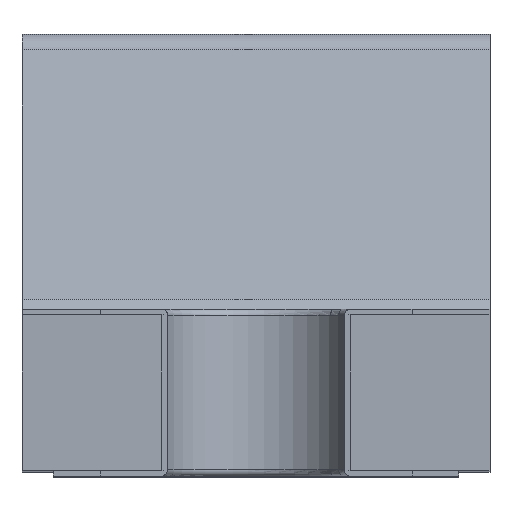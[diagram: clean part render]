
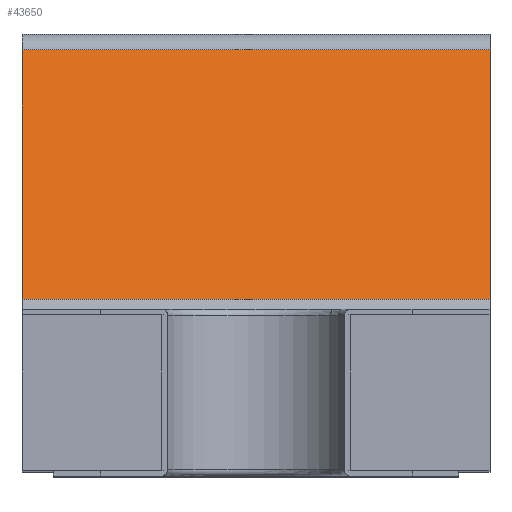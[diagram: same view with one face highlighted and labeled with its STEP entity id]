
A CAD part, top view. The second image highlights one B-rep face of the part: STEP entity #43650.
In plain terms, the highlighted planar face has unit normal (0, 0.282, 0.959).
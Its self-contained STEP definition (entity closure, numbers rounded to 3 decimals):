
#33690=CARTESIAN_POINT('',(-0.75,1.1,0.765));
#33700=VERTEX_POINT('',#33690);
#33730=CARTESIAN_POINT('',(-0.75,0.,1.088));
#33740=DIRECTION('',(-0.,-0.959,0.282));
#33750=VECTOR('',#33740,1.);
#33760=LINE('',#33730,#33750);
#33770=CARTESIAN_POINT('',(-0.75,0.3,1.));
#33780=VERTEX_POINT('',#33770);
#33790=EDGE_CURVE('',#33700,#33780,#33760,.T.);
#36980=CARTESIAN_POINT('',(0.75,0.3,1.));
#36990=VERTEX_POINT('',#36980);
#37020=CARTESIAN_POINT('',(0.75,0.,1.088));
#37030=DIRECTION('',(0.,-0.959,0.282));
#37040=VECTOR('',#37030,1.);
#37050=LINE('',#37020,#37040);
#37060=CARTESIAN_POINT('',(0.75,1.1,0.765));
#37070=VERTEX_POINT('',#37060);
#37080=EDGE_CURVE('',#37070,#36990,#37050,.T.);
#37690=CARTESIAN_POINT('',(0.,0.3,1.));
#37700=DIRECTION('',(1.,0.,-0.));
#37710=VECTOR('',#37700,1.);
#37720=LINE('',#37690,#37710);
#37730=EDGE_CURVE('',#33780,#36990,#37720,.T.);
#43490=CARTESIAN_POINT('',(0.788,0.28,1.006
));
#43500=DIRECTION('',(0.,0.282,0.959));
#43510=DIRECTION('',(0.,0.959,-0.282));
#43520=AXIS2_PLACEMENT_3D('',#43490,#43500,#43510);
#43530=PLANE('',#43520);
#43540=ORIENTED_EDGE('',*,*,#37080,.F.);
#43550=ORIENTED_EDGE('',*,*,#37730,.T.);
#43560=ORIENTED_EDGE('',*,*,#33790,.T.);
#43570=CARTESIAN_POINT('',(-0.75,1.1,0.765));
#43580=DIRECTION('',(1.,0.,0.));
#43590=VECTOR('',#43580,1.);
#43600=LINE('',#43570,#43590);
#43610=EDGE_CURVE('',#33700,#37070,#43600,.T.);
#43620=ORIENTED_EDGE('',*,*,#43610,.F.);
#43630=EDGE_LOOP('',(#43620,#43560,#43550,#43540));
#43640=FACE_OUTER_BOUND('',#43630,.T.);
#43650=ADVANCED_FACE('',(#43640),#43530,.T.);
